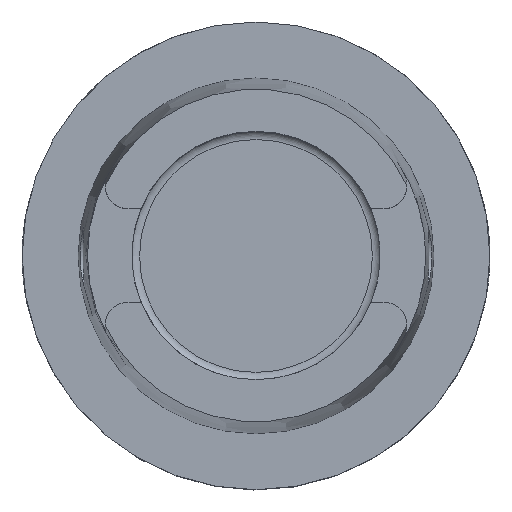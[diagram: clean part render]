
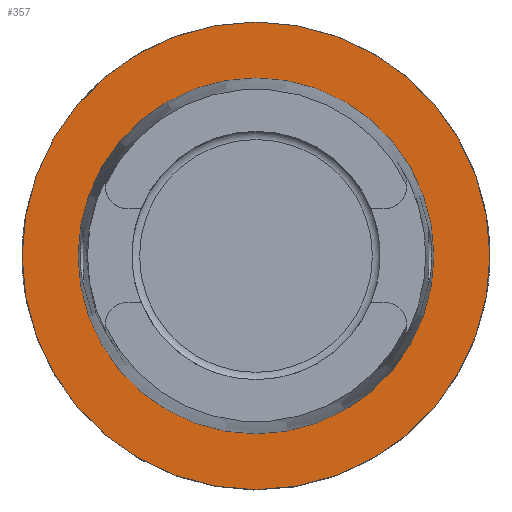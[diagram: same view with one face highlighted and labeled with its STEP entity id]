
A CAD part, top view. The second image highlights one B-rep face of the part: STEP entity #357.
In plain terms, the highlighted planar face has unit normal (0, 0, 1).
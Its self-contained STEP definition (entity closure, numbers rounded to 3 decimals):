
#279=PLANE('',#1411);
#357=ADVANCED_FACE('',(#449,#450),#279,.F.);
#449=FACE_BOUND('',#532,.T.);
#450=FACE_BOUND('',#533,.T.);
#532=EDGE_LOOP('',(#766));
#533=EDGE_LOOP('',(#767));
#766=ORIENTED_EDGE('',*,*,#1099,.T.);
#767=ORIENTED_EDGE('',*,*,#1176,.T.);
#969=VERTEX_POINT('',#2050);
#1024=VERTEX_POINT('',#2336);
#1099=EDGE_CURVE('',#969,#969,#1238,.T.);
#1176=EDGE_CURVE('',#1024,#1024,#1262,.T.);
#1238=CIRCLE('',#1366,49.965);
#1262=CIRCLE('',#1409,38.008);
#1366=AXIS2_PLACEMENT_3D('',#2049,#1605,#1606);
#1409=AXIS2_PLACEMENT_3D('',#2335,#1721,#1722);
#1411=AXIS2_PLACEMENT_3D('',#2338,#1725,#1726);
#1605=DIRECTION('',(0.,0.,1.));
#1606=DIRECTION('',(1.,0.,0.));
#1721=DIRECTION('',(0.,0.,-1.));
#1722=DIRECTION('',(1.,0.,0.));
#1725=DIRECTION('',(0.,0.,-1.));
#1726=DIRECTION('',(1.,0.,0.));
#2049=CARTESIAN_POINT('',(0.,0.,0.));
#2050=CARTESIAN_POINT('',(49.965,0.,0.));
#2335=CARTESIAN_POINT('',(0.,0.,0.));
#2336=CARTESIAN_POINT('',(38.008,0.,0.));
#2338=CARTESIAN_POINT('',(0.,-39.062,0.));
